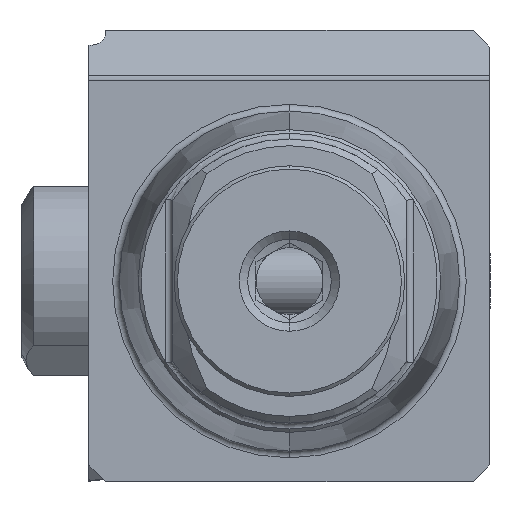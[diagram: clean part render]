
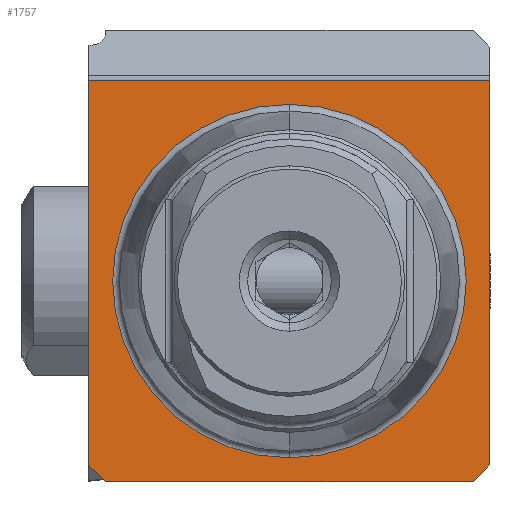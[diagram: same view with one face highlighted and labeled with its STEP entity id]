
A CAD part, left-side view. The second image highlights one B-rep face of the part: STEP entity #1757.
In plain terms, the highlighted planar face has unit normal (-1, 0, 0).
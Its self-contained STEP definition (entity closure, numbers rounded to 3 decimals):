
#267 = DIRECTION ( 'NONE',  ( 0., 1., 0. ) ) ;
#301 = ORIENTED_EDGE ( 'NONE', *, *, #6822, .T. ) ;
#335 = CARTESIAN_POINT ( 'NONE',  ( 0., 6., 6. ) ) ;
#539 = EDGE_LOOP ( 'NONE', ( #2489, #1562 ) ) ;
#1003 = LINE ( 'NONE', #2102, #2879 ) ;
#1006 = EDGE_CURVE ( 'NONE', #4137, #6747, #1003, .T. ) ;
#1162 = DIRECTION ( 'NONE',  ( 0., 0., -1. ) ) ;
#1315 = VERTEX_POINT ( 'NONE', #3315 ) ;
#1494 = ORIENTED_EDGE ( 'NONE', *, *, #1006, .T. ) ;
#1562 = ORIENTED_EDGE ( 'NONE', *, *, #7281, .F. ) ;
#1664 = FACE_OUTER_BOUND ( 'NONE', #3256, .T. ) ;
#1668 = CARTESIAN_POINT ( 'NONE',  ( 0., -6., -5.5 ) ) ;
#1736 = VERTEX_POINT ( 'NONE', #7789 ) ;
#1757 = ADVANCED_FACE ( 'NONE', ( #5703, #1664 ), #5829, .F. ) ;
#1814 = VERTEX_POINT ( 'NONE', #335 ) ;
#2032 = CARTESIAN_POINT ( 'NONE',  ( 0., 5.5, -6. ) ) ;
#2102 = CARTESIAN_POINT ( 'NONE',  ( 0., 5.5, -6. ) ) ;
#2230 = LINE ( 'NONE', #4920, #7224 ) ;
#2483 = CARTESIAN_POINT ( 'NONE',  ( 0., -6., -5.5 ) ) ;
#2489 = ORIENTED_EDGE ( 'NONE', *, *, #6444, .F. ) ;
#2490 = ORIENTED_EDGE ( 'NONE', *, *, #7721, .T. ) ;
#2715 = VECTOR ( 'NONE', #3746, 1000. ) ;
#2850 = DIRECTION ( 'NONE',  ( 0., 1., 0. ) ) ;
#2856 = EDGE_CURVE ( 'NONE', #4137, #1814, #2230, .T. ) ;
#2879 = VECTOR ( 'NONE', #6991, 1000. ) ;
#3254 = CARTESIAN_POINT ( 'NONE',  ( 0., -6., 0. ) ) ;
#3256 = EDGE_LOOP ( 'NONE', ( #8294, #1494, #3980, #2490, #6837, #301 ) ) ;
#3315 = CARTESIAN_POINT ( 'NONE',  ( 0., 0., 5.288 ) ) ;
#3440 = CARTESIAN_POINT ( 'NONE',  ( 0., -6., 6. ) ) ;
#3628 = CARTESIAN_POINT ( 'NONE',  ( 0., 5.288, 0. ) ) ;
#3652 = CARTESIAN_POINT ( 'NONE',  ( 0., 0., 0. ) ) ;
#3672 = VECTOR ( 'NONE', #267, 1000. ) ;
#3746 = DIRECTION ( 'NONE',  ( 0., -0.707, 0.707 ) ) ;
#3882 = VERTEX_POINT ( 'NONE', #3440 ) ;
#3980 = ORIENTED_EDGE ( 'NONE', *, *, #8353, .F. ) ;
#3999 = CARTESIAN_POINT ( 'NONE',  ( 0., 6., -5.5 ) ) ;
#4137 = VERTEX_POINT ( 'NONE', #3999 ) ;
#4321 = CARTESIAN_POINT ( 'NONE',  ( 0., -6., 6. ) ) ;
#4328 = DIRECTION ( 'NONE',  ( 0., 0., 1. ) ) ;
#4398 = CIRCLE ( 'NONE', #7223, 5.288 ) ;
#4517 = AXIS2_PLACEMENT_3D ( 'NONE', #3652, #6306, #4328 ) ;
#4888 = LINE ( 'NONE', #6293, #8499 ) ;
#4920 = CARTESIAN_POINT ( 'NONE',  ( 0., 6., -6. ) ) ;
#5150 = AXIS2_PLACEMENT_3D ( 'NONE', #3628, #7031, #7124 ) ;
#5169 = CARTESIAN_POINT ( 'NONE',  ( 0., 0., -5.288 ) ) ;
#5491 = DIRECTION ( 'NONE',  ( 0., 0., 1. ) ) ;
#5679 = LINE ( 'NONE', #4321, #3672 ) ;
#5703 = FACE_BOUND ( 'NONE', #539, .T. ) ;
#5829 = PLANE ( 'NONE',  #5150 ) ;
#6068 = CIRCLE ( 'NONE', #4517, 5.288 ) ;
#6222 = VECTOR ( 'NONE', #1162, 1000. ) ;
#6293 = CARTESIAN_POINT ( 'NONE',  ( 0., 5.288, -6. ) ) ;
#6306 = DIRECTION ( 'NONE',  ( -1., 0., 0. ) ) ;
#6444 = EDGE_CURVE ( 'NONE', #1315, #7704, #6068, .T. ) ;
#6571 = EDGE_CURVE ( 'NONE', #3882, #7398, #7287, .T. ) ;
#6747 = VERTEX_POINT ( 'NONE', #2032 ) ;
#6822 = EDGE_CURVE ( 'NONE', #3882, #1814, #5679, .T. ) ;
#6837 = ORIENTED_EDGE ( 'NONE', *, *, #6571, .F. ) ;
#6919 = CARTESIAN_POINT ( 'NONE',  ( 0., 0., 0. ) ) ;
#6991 = DIRECTION ( 'NONE',  ( 0., -0.707, -0.707 ) ) ;
#7000 = DIRECTION ( 'NONE',  ( 0., 0., 1. ) ) ;
#7031 = DIRECTION ( 'NONE',  ( 1., 0., 0. ) ) ;
#7124 = DIRECTION ( 'NONE',  ( 0., 0., -1. ) ) ;
#7223 = AXIS2_PLACEMENT_3D ( 'NONE', #6919, #8403, #7000 ) ;
#7224 = VECTOR ( 'NONE', #5491, 1000. ) ;
#7247 = LINE ( 'NONE', #2483, #2715 ) ;
#7281 = EDGE_CURVE ( 'NONE', #7704, #1315, #4398, .T. ) ;
#7287 = LINE ( 'NONE', #3254, #6222 ) ;
#7398 = VERTEX_POINT ( 'NONE', #1668 ) ;
#7704 = VERTEX_POINT ( 'NONE', #5169 ) ;
#7721 = EDGE_CURVE ( 'NONE', #1736, #7398, #7247, .T. ) ;
#7789 = CARTESIAN_POINT ( 'NONE',  ( 0., -5.5, -6. ) ) ;
#8294 = ORIENTED_EDGE ( 'NONE', *, *, #2856, .F. ) ;
#8353 = EDGE_CURVE ( 'NONE', #1736, #6747, #4888, .T. ) ;
#8403 = DIRECTION ( 'NONE',  ( -1., 0., 0. ) ) ;
#8499 = VECTOR ( 'NONE', #2850, 1000. ) ;
